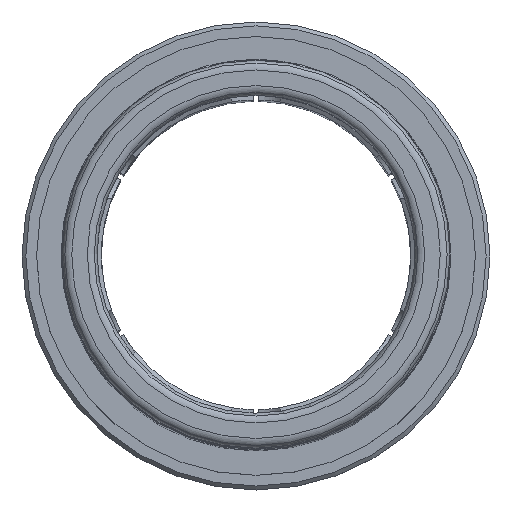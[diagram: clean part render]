
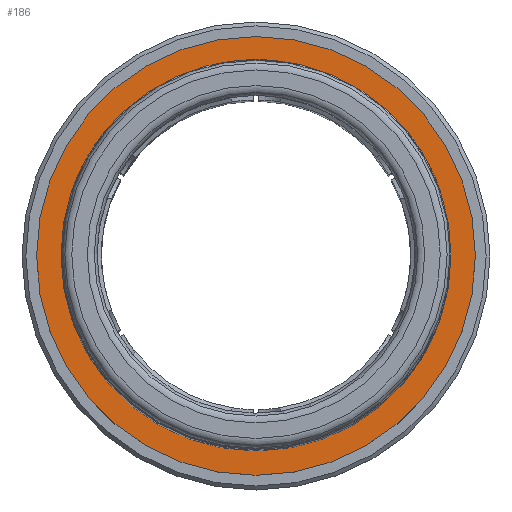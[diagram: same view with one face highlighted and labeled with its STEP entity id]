
A CAD part, top view. The second image highlights one B-rep face of the part: STEP entity #186.
In plain terms, the highlighted planar face has unit normal (0, 0, 1).
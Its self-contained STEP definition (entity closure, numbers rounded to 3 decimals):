
#186=ADVANCED_FACE('',(#278,#279),#252,.F.);
#252=PLANE('',#1396);
#278=FACE_BOUND('',#326,.T.);
#279=FACE_BOUND('',#327,.T.);
#326=EDGE_LOOP('',(#491,#492,#493,#494,#495,#496,#497,#498,#499,#500,#501,
#502,#503,#504,#505,#506,#507,#508,#509,#510,#511,#512,#513,#514));
#327=EDGE_LOOP('',(#515));
#421=CIRCLE('',#1389,10.);
#422=CIRCLE('',#1390,10.);
#423=CIRCLE('',#1391,10.);
#424=CIRCLE('',#1392,10.);
#425=CIRCLE('',#1393,10.);
#426=CIRCLE('',#1394,10.);
#427=CIRCLE('',#1395,11.25);
#491=ORIENTED_EDGE('',*,*,#1013,.T.);
#492=ORIENTED_EDGE('',*,*,#1014,.T.);
#493=ORIENTED_EDGE('',*,*,#1015,.T.);
#494=ORIENTED_EDGE('',*,*,#1016,.T.);
#495=ORIENTED_EDGE('',*,*,#1017,.T.);
#496=ORIENTED_EDGE('',*,*,#1018,.T.);
#497=ORIENTED_EDGE('',*,*,#1019,.F.);
#498=ORIENTED_EDGE('',*,*,#1020,.F.);
#499=ORIENTED_EDGE('',*,*,#1021,.F.);
#500=ORIENTED_EDGE('',*,*,#1022,.T.);
#501=ORIENTED_EDGE('',*,*,#1023,.T.);
#502=ORIENTED_EDGE('',*,*,#1024,.T.);
#503=ORIENTED_EDGE('',*,*,#1025,.T.);
#504=ORIENTED_EDGE('',*,*,#1026,.T.);
#505=ORIENTED_EDGE('',*,*,#1027,.T.);
#506=ORIENTED_EDGE('',*,*,#1028,.T.);
#507=ORIENTED_EDGE('',*,*,#1029,.T.);
#508=ORIENTED_EDGE('',*,*,#1030,.T.);
#509=ORIENTED_EDGE('',*,*,#1031,.F.);
#510=ORIENTED_EDGE('',*,*,#1032,.F.);
#511=ORIENTED_EDGE('',*,*,#1033,.F.);
#512=ORIENTED_EDGE('',*,*,#1034,.T.);
#513=ORIENTED_EDGE('',*,*,#1035,.T.);
#514=ORIENTED_EDGE('',*,*,#1036,.T.);
#515=ORIENTED_EDGE('',*,*,#1037,.T.);
#875=VERTEX_POINT('',#1888);
#876=VERTEX_POINT('',#1889);
#877=VERTEX_POINT('',#1891);
#878=VERTEX_POINT('',#1893);
#879=VERTEX_POINT('',#1895);
#880=VERTEX_POINT('',#1897);
#881=VERTEX_POINT('',#1899);
#882=VERTEX_POINT('',#1901);
#883=VERTEX_POINT('',#1903);
#884=VERTEX_POINT('',#1905);
#885=VERTEX_POINT('',#1907);
#886=VERTEX_POINT('',#1909);
#887=VERTEX_POINT('',#1911);
#888=VERTEX_POINT('',#1913);
#889=VERTEX_POINT('',#1915);
#890=VERTEX_POINT('',#1917);
#891=VERTEX_POINT('',#1919);
#892=VERTEX_POINT('',#1921);
#893=VERTEX_POINT('',#1923);
#894=VERTEX_POINT('',#1925);
#895=VERTEX_POINT('',#1927);
#896=VERTEX_POINT('',#1929);
#897=VERTEX_POINT('',#1931);
#898=VERTEX_POINT('',#1933);
#899=VERTEX_POINT('',#1936);
#1013=EDGE_CURVE('',#875,#876,#1196,.T.);
#1014=EDGE_CURVE('',#876,#877,#421,.T.);
#1015=EDGE_CURVE('',#877,#878,#1197,.T.);
#1016=EDGE_CURVE('',#878,#879,#1198,.T.);
#1017=EDGE_CURVE('',#879,#880,#1199,.T.);
#1018=EDGE_CURVE('',#880,#881,#422,.T.);
#1019=EDGE_CURVE('',#882,#881,#1200,.T.);
#1020=EDGE_CURVE('',#883,#882,#1201,.T.);
#1021=EDGE_CURVE('',#884,#883,#1202,.T.);
#1022=EDGE_CURVE('',#884,#885,#423,.T.);
#1023=EDGE_CURVE('',#885,#886,#1203,.T.);
#1024=EDGE_CURVE('',#886,#887,#1204,.T.);
#1025=EDGE_CURVE('',#887,#888,#1205,.T.);
#1026=EDGE_CURVE('',#888,#889,#424,.T.);
#1027=EDGE_CURVE('',#889,#890,#1206,.T.);
#1028=EDGE_CURVE('',#890,#891,#1207,.T.);
#1029=EDGE_CURVE('',#891,#892,#1208,.T.);
#1030=EDGE_CURVE('',#892,#893,#425,.T.);
#1031=EDGE_CURVE('',#894,#893,#1209,.T.);
#1032=EDGE_CURVE('',#895,#894,#1210,.T.);
#1033=EDGE_CURVE('',#896,#895,#1211,.T.);
#1034=EDGE_CURVE('',#896,#897,#426,.T.);
#1035=EDGE_CURVE('',#897,#898,#1212,.T.);
#1036=EDGE_CURVE('',#898,#875,#1213,.T.);
#1037=EDGE_CURVE('',#899,#899,#427,.T.);
#1196=LINE('',#1887,#1280);
#1197=LINE('',#1892,#1281);
#1198=LINE('',#1894,#1282);
#1199=LINE('',#1896,#1283);
#1200=LINE('',#1900,#1284);
#1201=LINE('',#1902,#1285);
#1202=LINE('',#1904,#1286);
#1203=LINE('',#1908,#1287);
#1204=LINE('',#1910,#1288);
#1205=LINE('',#1912,#1289);
#1206=LINE('',#1916,#1290);
#1207=LINE('',#1918,#1291);
#1208=LINE('',#1920,#1292);
#1209=LINE('',#1924,#1293);
#1210=LINE('',#1926,#1294);
#1211=LINE('',#1928,#1295);
#1212=LINE('',#1932,#1296);
#1213=LINE('',#1934,#1297);
#1280=VECTOR('',#1544,1.);
#1281=VECTOR('',#1547,1.);
#1282=VECTOR('',#1548,1.);
#1283=VECTOR('',#1549,1.);
#1284=VECTOR('',#1552,1.);
#1285=VECTOR('',#1553,1.);
#1286=VECTOR('',#1554,1.);
#1287=VECTOR('',#1557,1.);
#1288=VECTOR('',#1558,1.);
#1289=VECTOR('',#1559,1.);
#1290=VECTOR('',#1562,1.);
#1291=VECTOR('',#1563,1.);
#1292=VECTOR('',#1564,1.);
#1293=VECTOR('',#1567,1.);
#1294=VECTOR('',#1568,1.);
#1295=VECTOR('',#1569,1.);
#1296=VECTOR('',#1572,1.);
#1297=VECTOR('',#1573,1.);
#1389=AXIS2_PLACEMENT_3D('',#1890,#1545,#1546);
#1390=AXIS2_PLACEMENT_3D('',#1898,#1550,#1551);
#1391=AXIS2_PLACEMENT_3D('',#1906,#1555,#1556);
#1392=AXIS2_PLACEMENT_3D('',#1914,#1560,#1561);
#1393=AXIS2_PLACEMENT_3D('',#1922,#1565,#1566);
#1394=AXIS2_PLACEMENT_3D('',#1930,#1570,#1571);
#1395=AXIS2_PLACEMENT_3D('',#1935,#1574,#1575);
#1396=AXIS2_PLACEMENT_3D('',#1937,#1576,#1577);
#1544=DIRECTION('',(-0.866,-0.5,0.));
#1545=DIRECTION('',(0.,0.,-1.));
#1546=DIRECTION('',(-1.,0.,0.));
#1547=DIRECTION('',(0.866,-0.5,0.));
#1548=DIRECTION('',(-0.5,-0.866,0.));
#1549=DIRECTION('',(-0.866,0.5,0.));
#1550=DIRECTION('',(0.,0.,-1.));
#1551=DIRECTION('',(-1.,0.,0.));
#1552=DIRECTION('',(0.,1.,0.));
#1553=DIRECTION('',(1.,0.,0.));
#1554=DIRECTION('',(0.,-1.,0.));
#1555=DIRECTION('',(0.,0.,-1.));
#1556=DIRECTION('',(-1.,0.,0.));
#1557=DIRECTION('',(-0.866,-0.5,0.));
#1558=DIRECTION('',(-0.5,0.866,0.));
#1559=DIRECTION('',(0.866,0.5,0.));
#1560=DIRECTION('',(0.,0.,-1.));
#1561=DIRECTION('',(-1.,0.,0.));
#1562=DIRECTION('',(-0.866,0.5,0.));
#1563=DIRECTION('',(0.5,0.866,0.));
#1564=DIRECTION('',(0.866,-0.5,0.));
#1565=DIRECTION('',(0.,0.,-1.));
#1566=DIRECTION('',(-1.,0.,0.));
#1567=DIRECTION('',(0.,-1.,0.));
#1568=DIRECTION('',(-1.,0.,0.));
#1569=DIRECTION('',(0.,1.,0.));
#1570=DIRECTION('',(0.,0.,-1.));
#1571=DIRECTION('',(-1.,0.,0.));
#1572=DIRECTION('',(0.866,0.5,0.));
#1573=DIRECTION('',(0.5,-0.866,0.));
#1574=DIRECTION('',(0.,0.,1.));
#1575=DIRECTION('',(-1.,0.,0.));
#1576=DIRECTION('',(0.,0.,-1.));
#1577=DIRECTION('',(1.,0.,0.));
#1887=CARTESIAN_POINT('',(8.735,4.87,0.));
#1888=CARTESIAN_POINT('',(8.735,4.87,0.));
#1889=CARTESIAN_POINT('',(8.734,4.87,0.));
#1890=CARTESIAN_POINT('',(0.,0.,0.));
#1891=CARTESIAN_POINT('',(8.734,-4.87,0.));
#1892=CARTESIAN_POINT('',(8.431,-4.695,0.));
#1893=CARTESIAN_POINT('',(8.735,-4.87,0.));
#1894=CARTESIAN_POINT('',(8.735,-4.87,0.));
#1895=CARTESIAN_POINT('',(8.585,-5.13,0.));
#1896=CARTESIAN_POINT('',(8.585,-5.13,0.));
#1897=CARTESIAN_POINT('',(8.584,-5.129,0.));
#1898=CARTESIAN_POINT('',(0.,0.,0.));
#1899=CARTESIAN_POINT('',(0.15,-9.999,0.));
#1900=CARTESIAN_POINT('',(0.15,-10.,0.));
#1901=CARTESIAN_POINT('',(0.15,-10.,0.));
#1902=CARTESIAN_POINT('',(-0.15,-10.,0.));
#1903=CARTESIAN_POINT('',(-0.15,-10.,0.));
#1904=CARTESIAN_POINT('',(-0.15,-9.649,0.));
#1905=CARTESIAN_POINT('',(-0.15,-9.999,0.));
#1906=CARTESIAN_POINT('',(0.,0.,0.));
#1907=CARTESIAN_POINT('',(-8.584,-5.129,0.));
#1908=CARTESIAN_POINT('',(-8.281,-4.954,0.));
#1909=CARTESIAN_POINT('',(-8.585,-5.13,0.));
#1910=CARTESIAN_POINT('',(-8.585,-5.13,0.));
#1911=CARTESIAN_POINT('',(-8.735,-4.87,0.));
#1912=CARTESIAN_POINT('',(-8.735,-4.87,0.));
#1913=CARTESIAN_POINT('',(-8.734,-4.87,0.));
#1914=CARTESIAN_POINT('',(0.,0.,0.));
#1915=CARTESIAN_POINT('',(-8.734,4.87,0.));
#1916=CARTESIAN_POINT('',(-8.431,4.695,0.));
#1917=CARTESIAN_POINT('',(-8.735,4.87,0.));
#1918=CARTESIAN_POINT('',(-8.735,4.87,0.));
#1919=CARTESIAN_POINT('',(-8.585,5.13,0.));
#1920=CARTESIAN_POINT('',(-8.585,5.13,0.));
#1921=CARTESIAN_POINT('',(-8.584,5.129,0.));
#1922=CARTESIAN_POINT('',(0.,0.,0.));
#1923=CARTESIAN_POINT('',(-0.15,9.999,0.));
#1924=CARTESIAN_POINT('',(-0.15,10.,0.));
#1925=CARTESIAN_POINT('',(-0.15,10.,0.));
#1926=CARTESIAN_POINT('',(0.15,10.,0.));
#1927=CARTESIAN_POINT('',(0.15,10.,0.));
#1928=CARTESIAN_POINT('',(0.15,9.649,0.));
#1929=CARTESIAN_POINT('',(0.15,9.999,0.));
#1930=CARTESIAN_POINT('',(0.,0.,0.));
#1931=CARTESIAN_POINT('',(8.584,5.129,0.));
#1932=CARTESIAN_POINT('',(8.281,4.954,0.));
#1933=CARTESIAN_POINT('',(8.585,5.13,0.));
#1934=CARTESIAN_POINT('',(8.585,5.13,0.));
#1935=CARTESIAN_POINT('',(0.,0.,0.));
#1936=CARTESIAN_POINT('',(-11.25,0.,0.));
#1937=CARTESIAN_POINT('',(0.,9.65,0.));
